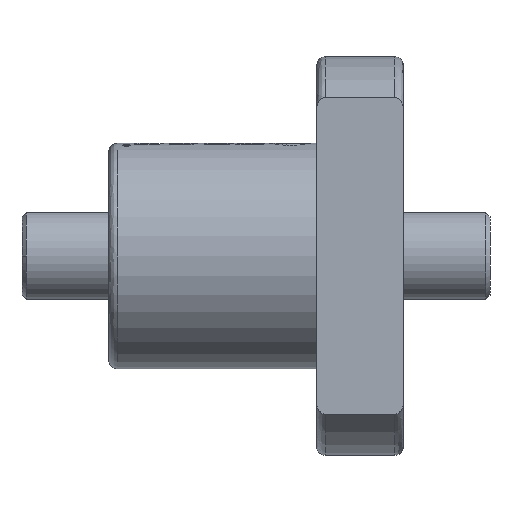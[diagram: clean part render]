
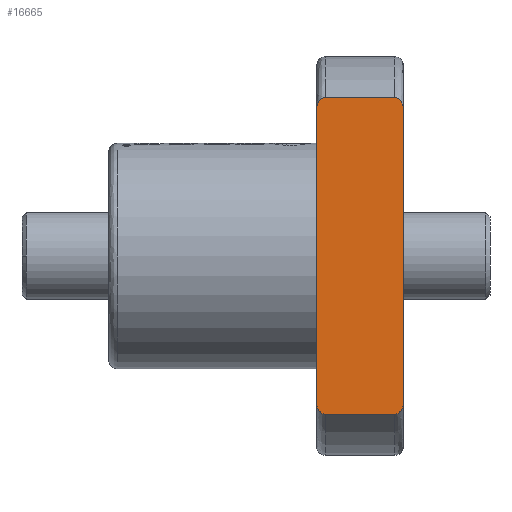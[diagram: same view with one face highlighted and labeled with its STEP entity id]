
A CAD part, front view. The second image highlights one B-rep face of the part: STEP entity #16665.
In plain terms, the highlighted planar face has unit normal (0, -1, 0).
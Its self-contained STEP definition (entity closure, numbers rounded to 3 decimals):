
#269 = FACE_OUTER_BOUND ( 'NONE', #10247, .T. ) ;
#929 = ORIENTED_EDGE ( 'NONE', *, *, #3915, .T. ) ;
#1016 = CARTESIAN_POINT ( 'NONE',  ( -11., -14., 18.248 ) ) ;
#1116 = CARTESIAN_POINT ( 'NONE',  ( -19.837, -14., -17.695 ) ) ;
#1176 = VERTEX_POINT ( 'NONE', #2942 ) ;
#1407 = VERTEX_POINT ( 'NONE', #19292 ) ;
#1912 = LINE ( 'NONE', #14286, #5759 ) ;
#2634 = VERTEX_POINT ( 'NONE', #13371 ) ;
#2902 = DIRECTION ( 'NONE',  ( 0., -1., 0. ) ) ;
#2942 = CARTESIAN_POINT ( 'NONE',  ( -10., -14., -16.971 ) ) ;
#2978 = PLANE ( 'NONE',  #14142 ) ;
#3527 = CARTESIAN_POINT ( 'NONE',  ( -19.666, -14., 17.941 ) ) ;
#3606 = CARTESIAN_POINT ( 'NONE',  ( -19.3, -14., 18.204 ) ) ;
#3608 = ORIENTED_EDGE ( 'NONE', *, *, #10798, .T. ) ;
#3915 = EDGE_CURVE ( 'NONE', #24316, #1407, #8630, .T. ) ;
#4756 = CARTESIAN_POINT ( 'NONE',  ( -10.163, -14., 17.694 ) ) ;
#4903 = DIRECTION ( 'NONE',  ( 0., 0., -1. ) ) ;
#4935 = CARTESIAN_POINT ( 'NONE',  ( -19.898, -14., -17.558 ) ) ;
#5723 = CARTESIAN_POINT ( 'NONE',  ( -19., -14., -18.248 ) ) ;
#5759 = VECTOR ( 'NONE', #17882, 1000. ) ;
#5999 = CARTESIAN_POINT ( 'NONE',  ( -20., -14., 16.971 ) ) ;
#6279 = CARTESIAN_POINT ( 'NONE',  ( -10., -14., -17.121 ) ) ;
#6403 = B_SPLINE_CURVE_WITH_KNOTS ( 'NONE', 3,
 ( #22344, #20308, #14320, #9053, #22178, #1116, #4935, #20153, #8972, #22090 ),
 .UNSPECIFIED., .F., .F.,
 ( 4, 2, 2, 2, 4 ),
 ( 0., 0., 0.001, 0.001, 0.002 ),
 .UNSPECIFIED. ) ;
#6542 = CARTESIAN_POINT ( 'NONE',  ( -10.444, -14., -18.05 ) ) ;
#6656 = CARTESIAN_POINT ( 'NONE',  ( -10.443, -14., 18.049 ) ) ;
#7525 = ORIENTED_EDGE ( 'NONE', *, *, #12491, .T. ) ;
#7896 = LINE ( 'NONE', #20200, #19151 ) ;
#8261 = CARTESIAN_POINT ( 'NONE',  ( -10.102, -14., -17.558 ) ) ;
#8479 = VERTEX_POINT ( 'NONE', #5723 ) ;
#8630 = LINE ( 'NONE', #19437, #24383 ) ;
#8633 = CARTESIAN_POINT ( 'NONE',  ( -11., -14., 18.248 ) ) ;
#8972 = CARTESIAN_POINT ( 'NONE',  ( -20., -14., -17.121 ) ) ;
#9053 = CARTESIAN_POINT ( 'NONE',  ( -19.556, -14., -18.05 ) ) ;
#9151 = CARTESIAN_POINT ( 'NONE',  ( -20., -14., 16.971 ) ) ;
#9231 = CARTESIAN_POINT ( 'NONE',  ( -19.557, -14., 18.049 ) ) ;
#10042 = EDGE_CURVE ( 'NONE', #1176, #11275, #21937, .T. ) ;
#10247 = EDGE_LOOP ( 'NONE', ( #23205, #7525, #3608, #11077, #19874, #18215, #14658, #929 ) ) ;
#10416 = B_SPLINE_CURVE_WITH_KNOTS ( 'NONE', 3,
 ( #17863, #15784, #23536, #6542, #13764, #17784, #8261, #19776, #6279, #19528 ),
 .UNSPECIFIED., .F., .F.,
 ( 4, 2, 2, 2, 4 ),
 ( 0., 0., 0.001, 0.001, 0.002 ),
 .UNSPECIFIED. ) ;
#10608 = CARTESIAN_POINT ( 'NONE',  ( -10.102, -14., 17.557 ) ) ;
#10798 = EDGE_CURVE ( 'NONE', #18174, #1176, #10416, .T. ) ;
#10963 = CARTESIAN_POINT ( 'NONE',  ( -20., -14., 17.121 ) ) ;
#10987 = B_SPLINE_CURVE_WITH_KNOTS ( 'NONE', 3,
 ( #9151, #10963, #22449, #11037, #14815, #3527, #9231, #3606, #18413, #16761 ),
 .UNSPECIFIED., .F., .F.,
 ( 4, 2, 2, 2, 4 ),
 ( 0., 0., 0.001, 0.001, 0.002 ),
 .UNSPECIFIED. ) ;
#11023 = CARTESIAN_POINT ( 'NONE',  ( -10., -14., -29.736 ) ) ;
#11037 = CARTESIAN_POINT ( 'NONE',  ( -19.898, -14., 17.557 ) ) ;
#11077 = ORIENTED_EDGE ( 'NONE', *, *, #10042, .T. ) ;
#11215 = VECTOR ( 'NONE', #14803, 1000. ) ;
#11275 = VERTEX_POINT ( 'NONE', #17911 ) ;
#12491 = EDGE_CURVE ( 'NONE', #8479, #18174, #7896, .T. ) ;
#13371 = CARTESIAN_POINT ( 'NONE',  ( -19., -14., 18.248 ) ) ;
#13764 = CARTESIAN_POINT ( 'NONE',  ( -10.335, -14., -17.942 ) ) ;
#13921 = EDGE_CURVE ( 'NONE', #11275, #15791, #24112, .T. ) ;
#14142 = AXIS2_PLACEMENT_3D ( 'NONE', #14287, #2902, #4903 ) ;
#14286 = CARTESIAN_POINT ( 'NONE',  ( -10., -14., 18.248 ) ) ;
#14287 = CARTESIAN_POINT ( 'NONE',  ( -10., -14., -29.736 ) ) ;
#14320 = CARTESIAN_POINT ( 'NONE',  ( -19.299, -14., -18.204 ) ) ;
#14658 = ORIENTED_EDGE ( 'NONE', *, *, #17167, .F. ) ;
#14803 = DIRECTION ( 'NONE',  ( 0., 0., 1. ) ) ;
#14815 = CARTESIAN_POINT ( 'NONE',  ( -19.837, -14., 17.694 ) ) ;
#15784 = CARTESIAN_POINT ( 'NONE',  ( -10.848, -14., -18.248 ) ) ;
#15791 = VERTEX_POINT ( 'NONE', #8633 ) ;
#16067 = CARTESIAN_POINT ( 'NONE',  ( -10., -14., 16.971 ) ) ;
#16665 = ADVANCED_FACE ( 'NONE', ( #269 ), #2978, .T. ) ;
#16761 = CARTESIAN_POINT ( 'NONE',  ( -19., -14., 18.248 ) ) ;
#17167 = EDGE_CURVE ( 'NONE', #24316, #2634, #10987, .T. ) ;
#17784 = CARTESIAN_POINT ( 'NONE',  ( -10.163, -14., -17.695 ) ) ;
#17863 = CARTESIAN_POINT ( 'NONE',  ( -11., -14., -18.248 ) ) ;
#17882 = DIRECTION ( 'NONE',  ( -1., 0., 0. ) ) ;
#17911 = CARTESIAN_POINT ( 'NONE',  ( -10., -14., 16.971 ) ) ;
#17972 = CARTESIAN_POINT ( 'NONE',  ( -10.334, -14., 17.941 ) ) ;
#18174 = VERTEX_POINT ( 'NONE', #24300 ) ;
#18215 = ORIENTED_EDGE ( 'NONE', *, *, #22839, .T. ) ;
#18413 = CARTESIAN_POINT ( 'NONE',  ( -19.152, -14., 18.248 ) ) ;
#18988 = EDGE_CURVE ( 'NONE', #8479, #1407, #6403, .T. ) ;
#19151 = VECTOR ( 'NONE', #20122, 1000. ) ;
#19292 = CARTESIAN_POINT ( 'NONE',  ( -20., -14., -16.971 ) ) ;
#19437 = CARTESIAN_POINT ( 'NONE',  ( -20., -14., 0. ) ) ;
#19519 = DIRECTION ( 'NONE',  ( 0., 0., -1. ) ) ;
#19528 = CARTESIAN_POINT ( 'NONE',  ( -10., -14., -16.971 ) ) ;
#19776 = CARTESIAN_POINT ( 'NONE',  ( -10.02, -14., -17.269 ) ) ;
#19874 = ORIENTED_EDGE ( 'NONE', *, *, #13921, .T. ) ;
#19886 = CARTESIAN_POINT ( 'NONE',  ( -10.7, -14., 18.204 ) ) ;
#20122 = DIRECTION ( 'NONE',  ( 1., 0., 0. ) ) ;
#20127 = CARTESIAN_POINT ( 'NONE',  ( -10., -14., 17.121 ) ) ;
#20153 = CARTESIAN_POINT ( 'NONE',  ( -19.98, -14., -17.269 ) ) ;
#20200 = CARTESIAN_POINT ( 'NONE',  ( -10., -14., -18.248 ) ) ;
#20308 = CARTESIAN_POINT ( 'NONE',  ( -19.152, -14., -18.248 ) ) ;
#21816 = CARTESIAN_POINT ( 'NONE',  ( -10.848, -14., 18.248 ) ) ;
#21937 = LINE ( 'NONE', #11023, #11215 ) ;
#22090 = CARTESIAN_POINT ( 'NONE',  ( -20., -14., -16.971 ) ) ;
#22178 = CARTESIAN_POINT ( 'NONE',  ( -19.665, -14., -17.942 ) ) ;
#22344 = CARTESIAN_POINT ( 'NONE',  ( -19., -14., -18.248 ) ) ;
#22449 = CARTESIAN_POINT ( 'NONE',  ( -19.98, -14., 17.269 ) ) ;
#22839 = EDGE_CURVE ( 'NONE', #15791, #2634, #1912, .T. ) ;
#23205 = ORIENTED_EDGE ( 'NONE', *, *, #18988, .F. ) ;
#23536 = CARTESIAN_POINT ( 'NONE',  ( -10.701, -14., -18.204 ) ) ;
#23739 = CARTESIAN_POINT ( 'NONE',  ( -10.02, -14., 17.269 ) ) ;
#24112 = B_SPLINE_CURVE_WITH_KNOTS ( 'NONE', 3,
 ( #16067, #20127, #23739, #10608, #4756, #17972, #6656, #19886, #21816, #1016 ),
 .UNSPECIFIED., .F., .F.,
 ( 4, 2, 2, 2, 4 ),
 ( 0., 0., 0.001, 0.001, 0.002 ),
 .UNSPECIFIED. ) ;
#24300 = CARTESIAN_POINT ( 'NONE',  ( -11., -14., -18.248 ) ) ;
#24316 = VERTEX_POINT ( 'NONE', #5999 ) ;
#24383 = VECTOR ( 'NONE', #19519, 1000. ) ;
